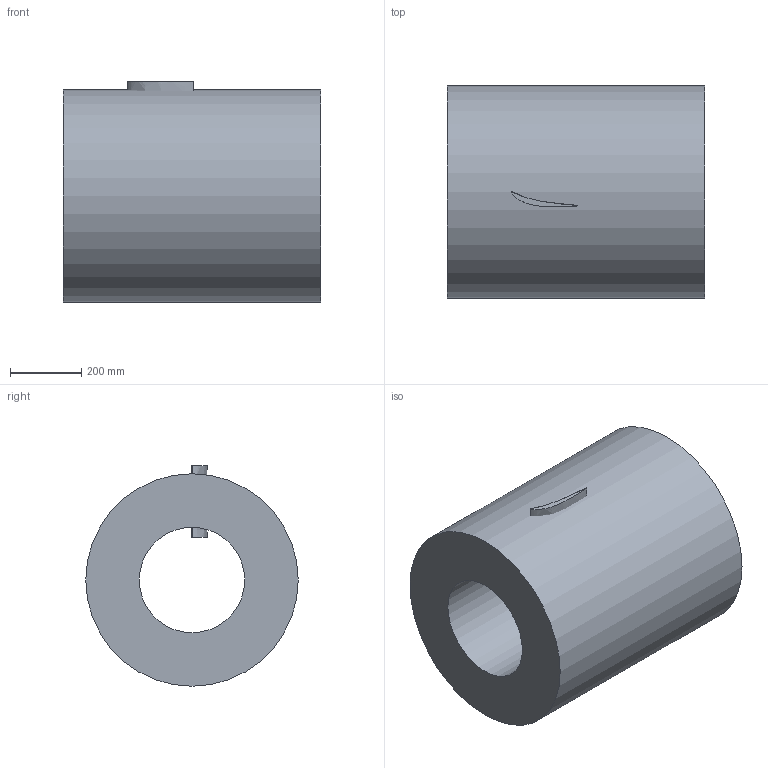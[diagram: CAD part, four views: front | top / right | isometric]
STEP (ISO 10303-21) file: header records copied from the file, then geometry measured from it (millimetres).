
FILE_DESCRIPTION(/* description */ (''),/* implementation_level */ '2;1');
FILE_NAME(/* name */ 'TU_Berlin_Stator.stp',/* time_stamp */ '2015-12-16T15:36:29+01:00',/* author */ (''),/* organization */ (''),/* preprocessor_version */ 'ST-DEVELOPER v15',/* originating_system */ 'SIEMENS PLM Software NX 9.0',/* authorisation */ '');
FILE_SCHEMA (('AUTOMOTIVE_DESIGN { 1 0 10303 214 3 1 1 1 }'));
Length unit declared in the file: millimetre
Products named in the file (1): u108165468ECggeq
Bounding box: 720 x 595 x 617.5 mm (x, y, z)
Volume: 151388195.9 mm3; surface area: 2514204.4 mm2
Topology: 2 solids, 2 shells, 8 faces, 16 edges, 16 vertices
Faces by surface type: plane 4, extrusion 2, cylinder 2
Full cylindrical faces by diameter (mm): 295 x1, 595 x1
Entity records: 969 total; most frequent: CARTESIAN_POINT 727, DIRECTION 30, ORIENTED_EDGE 20, EDGE_LOOP 12, AXIS2_PLACEMENT_3D 11, EDGE_CURVE 10, PRESENTATION_STYLE_ASSIGNMENT 10, FACE_BOUND 8
